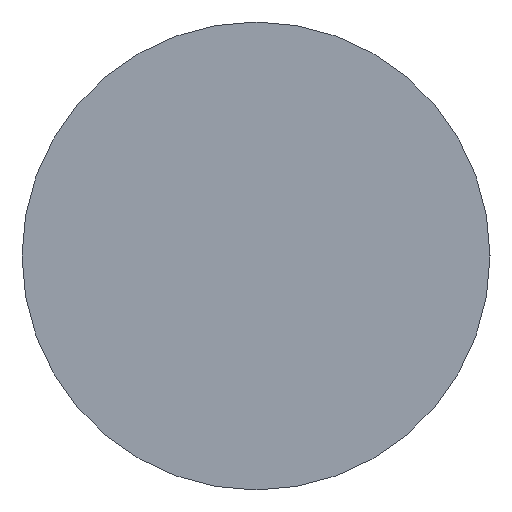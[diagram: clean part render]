
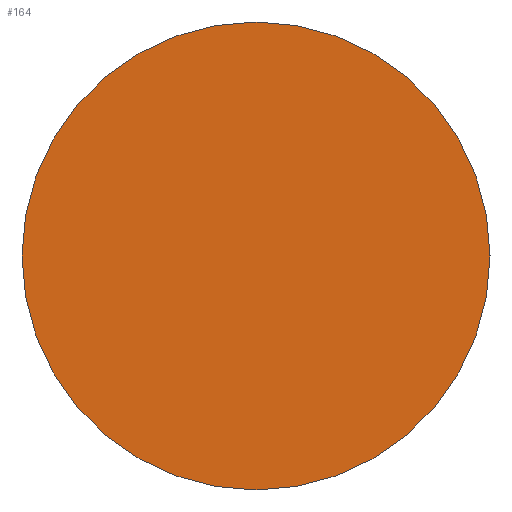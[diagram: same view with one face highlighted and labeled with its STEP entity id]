
A CAD part, left-side view. The second image highlights one B-rep face of the part: STEP entity #164.
In plain terms, the highlighted planar face has unit normal (-1, 0, 0).
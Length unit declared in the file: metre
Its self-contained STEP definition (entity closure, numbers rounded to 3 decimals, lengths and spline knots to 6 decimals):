
#38=ORIENTED_EDGE('',*,*,#82,.F.);
#82=EDGE_CURVE('',#104,#104,#119,.T.);
#104=VERTEX_POINT('',#239);
#119=CIRCLE('',#191,0.028575);
#126=EDGE_LOOP('',(#38));
#143=FACE_BOUND('',#126,.T.);
#160=PLANE('',#190);
#164=ADVANCED_FACE('',(#143),#160,.T.);
#190=AXIS2_PLACEMENT_3D('',#237,#206,#207);
#191=AXIS2_PLACEMENT_3D('',#238,#208,#209);
#206=DIRECTION('',(-1.,0.,0.));
#207=DIRECTION('',(0.,0.,1.));
#208=DIRECTION('',(1.,0.,0.));
#209=DIRECTION('',(0.,0.,-1.));
#237=CARTESIAN_POINT('',(0.,0.,0.014288));
#238=CARTESIAN_POINT('',(0.,0.,0.028575));
#239=CARTESIAN_POINT('',(0.,0.,0.));
